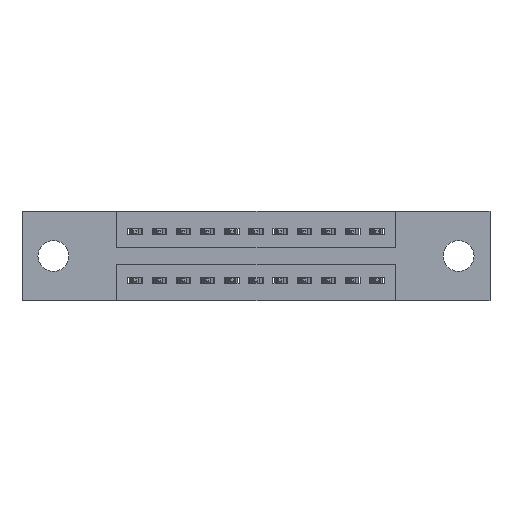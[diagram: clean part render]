
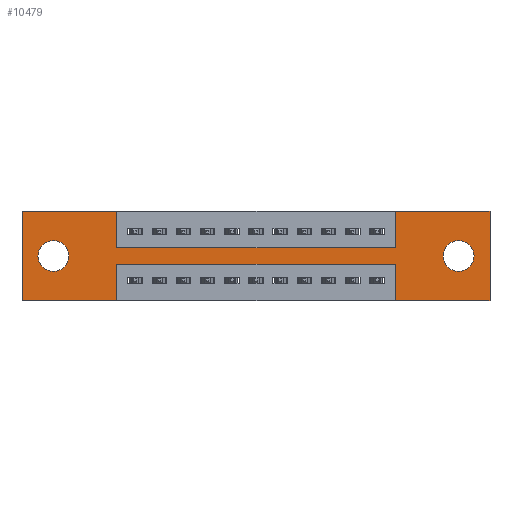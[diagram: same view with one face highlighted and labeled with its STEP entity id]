
A CAD part, front view. The second image highlights one B-rep face of the part: STEP entity #10479.
In plain terms, the highlighted planar face has unit normal (0, -1, 0).
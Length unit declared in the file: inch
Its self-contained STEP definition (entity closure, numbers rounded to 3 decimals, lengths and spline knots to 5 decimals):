
#17 = DIRECTION ( 'NONE',  ( 0., 0., 1. ) ) ;
#205 = CARTESIAN_POINT ( 'NONE',  ( 0., 0., 0. ) ) ;
#214 = VECTOR ( 'NONE', #1543, 39.37008 ) ;
#231 = VECTOR ( 'NONE', #7964, 39.37008 ) ;
#439 = CARTESIAN_POINT ( 'NONE',  ( 1.935, 0., 0. ) ) ;
#520 = CARTESIAN_POINT ( 'NONE',  ( 0.3925, 0., 0. ) ) ;
#586 = LINE ( 'NONE', #439, #1511 ) ;
#646 = CARTESIAN_POINT ( 'NONE',  ( 0.13, 0., -0.121 ) ) ;
#685 = VERTEX_POINT ( 'NONE', #2449 ) ;
#700 = CIRCLE ( 'NONE', #9828, 0.064 ) ;
#862 = VERTEX_POINT ( 'NONE', #646 ) ;
#868 = VERTEX_POINT ( 'NONE', #6662 ) ;
#1071 = ORIENTED_EDGE ( 'NONE', *, *, #2972, .F. ) ;
#1310 = ORIENTED_EDGE ( 'NONE', *, *, #9163, .F. ) ;
#1338 = ORIENTED_EDGE ( 'NONE', *, *, #11606, .F. ) ;
#1361 = AXIS2_PLACEMENT_3D ( 'NONE', #4687, #12594, #10657 ) ;
#1397 = ORIENTED_EDGE ( 'NONE', *, *, #11123, .T. ) ;
#1511 = VECTOR ( 'NONE', #4564, 39.37008 ) ;
#1543 = DIRECTION ( 'NONE',  ( -1., 0., 0. ) ) ;
#1613 = CIRCLE ( 'NONE', #6959, 0.064 ) ;
#1624 = LINE ( 'NONE', #6911, #7661 ) ;
#1663 = DIRECTION ( 'NONE',  ( 0., 0., 1. ) ) ;
#1681 = EDGE_CURVE ( 'NONE', #4871, #10197, #2518, .T. ) ;
#1778 = VECTOR ( 'NONE', #10371, 39.37008 ) ;
#1890 = DIRECTION ( 'NONE',  ( 0., 1., 0. ) ) ;
#2005 = EDGE_LOOP ( 'NONE', ( #12389, #1310, #11654, #11108, #12804, #1338, #1071, #4718, #10291, #11267, #2675, #11073 ) ) ;
#2144 = LINE ( 'NONE', #3358, #6161 ) ;
#2310 = CARTESIAN_POINT ( 'NONE',  ( 1.5425, 0., -0.15 ) ) ;
#2449 = CARTESIAN_POINT ( 'NONE',  ( 1.5425, 0., 0. ) ) ;
#2518 = LINE ( 'NONE', #11307, #8531 ) ;
#2561 = CARTESIAN_POINT ( 'NONE',  ( 1.805, 0., -0.121 ) ) ;
#2675 = ORIENTED_EDGE ( 'NONE', *, *, #3158, .F. ) ;
#2859 = CARTESIAN_POINT ( 'NONE',  ( 1.5425, 0., -0.22 ) ) ;
#2936 = CARTESIAN_POINT ( 'NONE',  ( 1.5425, 0., 0. ) ) ;
#2972 = EDGE_CURVE ( 'NONE', #5206, #685, #8516, .T. ) ;
#3158 = EDGE_CURVE ( 'NONE', #10197, #4358, #4096, .T. ) ;
#3231 = EDGE_CURVE ( 'NONE', #862, #10146, #1613, .T. ) ;
#3282 = DIRECTION ( 'NONE',  ( 0., 1., 0. ) ) ;
#3358 = CARTESIAN_POINT ( 'NONE',  ( 0.3925, 0., -0.37 ) ) ;
#3373 = VERTEX_POINT ( 'NONE', #2561 ) ;
#3401 = CARTESIAN_POINT ( 'NONE',  ( 1.5425, 0., -0.37 ) ) ;
#3441 = AXIS2_PLACEMENT_3D ( 'NONE', #10868, #11476, #7828 ) ;
#3686 = VERTEX_POINT ( 'NONE', #3401 ) ;
#3741 = CIRCLE ( 'NONE', #3441, 0.064 ) ;
#3895 = EDGE_CURVE ( 'NONE', #4358, #4744, #7475, .T. ) ;
#3927 = DIRECTION ( 'NONE',  ( 0., 0., 1. ) ) ;
#3946 = VECTOR ( 'NONE', #4211, 39.37008 ) ;
#4096 = LINE ( 'NONE', #205, #3946 ) ;
#4142 = EDGE_CURVE ( 'NONE', #10146, #862, #12448, .T. ) ;
#4171 = DIRECTION ( 'NONE',  ( 1., 0., 0. ) ) ;
#4195 = VERTEX_POINT ( 'NONE', #12590 ) ;
#4211 = DIRECTION ( 'NONE',  ( 0., 0., 1. ) ) ;
#4358 = VERTEX_POINT ( 'NONE', #4585 ) ;
#4543 = CARTESIAN_POINT ( 'NONE',  ( 0.13, 0., -0.185 ) ) ;
#4564 = DIRECTION ( 'NONE',  ( 0., 0., -1. ) ) ;
#4584 = ORIENTED_EDGE ( 'NONE', *, *, #4142, .T. ) ;
#4585 = CARTESIAN_POINT ( 'NONE',  ( 0., 0., 0. ) ) ;
#4687 = CARTESIAN_POINT ( 'NONE',  ( 0., 0., -0.37 ) ) ;
#4718 = ORIENTED_EDGE ( 'NONE', *, *, #8655, .F. ) ;
#4725 = DIRECTION ( 'NONE',  ( 1., 0., 0. ) ) ;
#4744 = VERTEX_POINT ( 'NONE', #520 ) ;
#4871 = VERTEX_POINT ( 'NONE', #8010 ) ;
#5082 = VECTOR ( 'NONE', #10602, 39.37008 ) ;
#5206 = VERTEX_POINT ( 'NONE', #2310 ) ;
#5207 = DIRECTION ( 'NONE',  ( 0., 0., -1. ) ) ;
#5486 = VECTOR ( 'NONE', #4171, 39.37008 ) ;
#5530 = EDGE_CURVE ( 'NONE', #3373, #6619, #3741, .T. ) ;
#5796 = CARTESIAN_POINT ( 'NONE',  ( 0.3925, 0., -0.15 ) ) ;
#5802 = CARTESIAN_POINT ( 'NONE',  ( 0., 0., 0. ) ) ;
#6144 = FACE_BOUND ( 'NONE', #11746, .T. ) ;
#6161 = VECTOR ( 'NONE', #5207, 39.37008 ) ;
#6355 = CARTESIAN_POINT ( 'NONE',  ( 0.3925, 0., -0.22 ) ) ;
#6464 = AXIS2_PLACEMENT_3D ( 'NONE', #9183, #3282, #10179 ) ;
#6619 = VERTEX_POINT ( 'NONE', #8288 ) ;
#6662 = CARTESIAN_POINT ( 'NONE',  ( 1.935, 0., 0. ) ) ;
#6735 = CARTESIAN_POINT ( 'NONE',  ( 1.805, 0., -0.185 ) ) ;
#6911 = CARTESIAN_POINT ( 'NONE',  ( 1.5425, 0., -0.37 ) ) ;
#6959 = AXIS2_PLACEMENT_3D ( 'NONE', #4543, #10672, #1663 ) ;
#7038 = LINE ( 'NONE', #8255, #1778 ) ;
#7049 = EDGE_CURVE ( 'NONE', #7188, #4871, #2144, .T. ) ;
#7188 = VERTEX_POINT ( 'NONE', #8399 ) ;
#7230 = EDGE_CURVE ( 'NONE', #868, #8512, #586, .T. ) ;
#7358 = EDGE_CURVE ( 'NONE', #8512, #3686, #11132, .T. ) ;
#7446 = VECTOR ( 'NONE', #3927, 39.37008 ) ;
#7475 = LINE ( 'NONE', #11946, #5486 ) ;
#7608 = CARTESIAN_POINT ( 'NONE',  ( 0., 0., -0.37 ) ) ;
#7661 = VECTOR ( 'NONE', #17, 39.37008 ) ;
#7828 = DIRECTION ( 'NONE',  ( 0., 0., -1. ) ) ;
#7964 = DIRECTION ( 'NONE',  ( 1., 0., 0. ) ) ;
#8010 = CARTESIAN_POINT ( 'NONE',  ( 0.3925, 0., -0.37 ) ) ;
#8152 = LINE ( 'NONE', #5802, #231 ) ;
#8255 = CARTESIAN_POINT ( 'NONE',  ( 0.3925, 0., 0. ) ) ;
#8288 = CARTESIAN_POINT ( 'NONE',  ( 1.805, 0., -0.249 ) ) ;
#8399 = CARTESIAN_POINT ( 'NONE',  ( 0.3925, 0., -0.22 ) ) ;
#8512 = VERTEX_POINT ( 'NONE', #12552 ) ;
#8516 = LINE ( 'NONE', #2936, #7446 ) ;
#8531 = VECTOR ( 'NONE', #10218, 39.37008 ) ;
#8575 = EDGE_LOOP ( 'NONE', ( #10219, #1397 ) ) ;
#8610 = PLANE ( 'NONE',  #1361 ) ;
#8655 = EDGE_CURVE ( 'NONE', #4195, #5206, #12629, .T. ) ;
#8882 = ORIENTED_EDGE ( 'NONE', *, *, #3231, .T. ) ;
#9041 = LINE ( 'NONE', #6355, #214 ) ;
#9082 = FACE_OUTER_BOUND ( 'NONE', #2005, .T. ) ;
#9163 = EDGE_CURVE ( 'NONE', #11183, #7188, #9041, .T. ) ;
#9183 = CARTESIAN_POINT ( 'NONE',  ( 0.13, 0., -0.185 ) ) ;
#9794 = DIRECTION ( 'NONE',  ( 0., 0., -1. ) ) ;
#9828 = AXIS2_PLACEMENT_3D ( 'NONE', #6735, #1890, #9794 ) ;
#9989 = VECTOR ( 'NONE', #4725, 39.37008 ) ;
#10086 = CARTESIAN_POINT ( 'NONE',  ( 0.13, 0., -0.249 ) ) ;
#10146 = VERTEX_POINT ( 'NONE', #10086 ) ;
#10179 = DIRECTION ( 'NONE',  ( 0., 0., 1. ) ) ;
#10197 = VERTEX_POINT ( 'NONE', #10315 ) ;
#10218 = DIRECTION ( 'NONE',  ( -1., 0., 0. ) ) ;
#10219 = ORIENTED_EDGE ( 'NONE', *, *, #5530, .T. ) ;
#10291 = ORIENTED_EDGE ( 'NONE', *, *, #12406, .F. ) ;
#10315 = CARTESIAN_POINT ( 'NONE',  ( 0., 0., -0.37 ) ) ;
#10371 = DIRECTION ( 'NONE',  ( 0., 0., -1. ) ) ;
#10479 = ADVANCED_FACE ( 'NONE', ( #12490, #6144, #9082 ), #8610, .T. ) ;
#10602 = DIRECTION ( 'NONE',  ( -1., 0., 0. ) ) ;
#10657 = DIRECTION ( 'NONE',  ( 0., 0., -1. ) ) ;
#10672 = DIRECTION ( 'NONE',  ( 0., 1., 0. ) ) ;
#10868 = CARTESIAN_POINT ( 'NONE',  ( 1.805, 0., -0.185 ) ) ;
#11073 = ORIENTED_EDGE ( 'NONE', *, *, #1681, .F. ) ;
#11108 = ORIENTED_EDGE ( 'NONE', *, *, #7358, .F. ) ;
#11123 = EDGE_CURVE ( 'NONE', #6619, #3373, #700, .T. ) ;
#11132 = LINE ( 'NONE', #7608, #5082 ) ;
#11183 = VERTEX_POINT ( 'NONE', #2859 ) ;
#11267 = ORIENTED_EDGE ( 'NONE', *, *, #3895, .F. ) ;
#11307 = CARTESIAN_POINT ( 'NONE',  ( 0., 0., -0.37 ) ) ;
#11476 = DIRECTION ( 'NONE',  ( 0., 1., 0. ) ) ;
#11606 = EDGE_CURVE ( 'NONE', #685, #868, #8152, .T. ) ;
#11654 = ORIENTED_EDGE ( 'NONE', *, *, #12096, .F. ) ;
#11746 = EDGE_LOOP ( 'NONE', ( #8882, #4584 ) ) ;
#11946 = CARTESIAN_POINT ( 'NONE',  ( 0., 0., 0. ) ) ;
#12096 = EDGE_CURVE ( 'NONE', #3686, #11183, #1624, .T. ) ;
#12389 = ORIENTED_EDGE ( 'NONE', *, *, #7049, .F. ) ;
#12406 = EDGE_CURVE ( 'NONE', #4744, #4195, #7038, .T. ) ;
#12448 = CIRCLE ( 'NONE', #6464, 0.064 ) ;
#12490 = FACE_BOUND ( 'NONE', #8575, .T. ) ;
#12552 = CARTESIAN_POINT ( 'NONE',  ( 1.935, 0., -0.37 ) ) ;
#12590 = CARTESIAN_POINT ( 'NONE',  ( 0.3925, 0., -0.15 ) ) ;
#12594 = DIRECTION ( 'NONE',  ( 0., -1., 0. ) ) ;
#12629 = LINE ( 'NONE', #5796, #9989 ) ;
#12804 = ORIENTED_EDGE ( 'NONE', *, *, #7230, .F. ) ;
